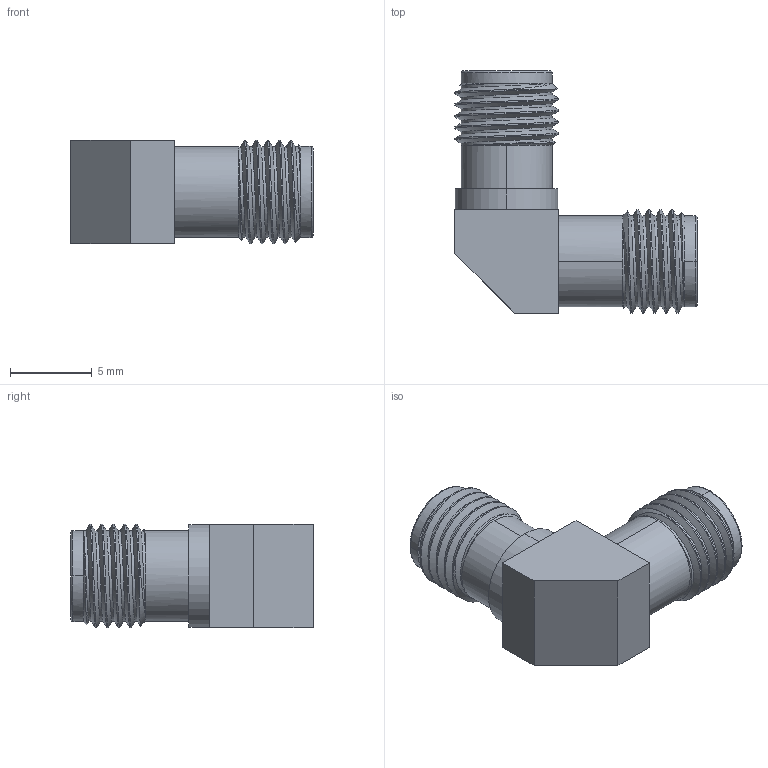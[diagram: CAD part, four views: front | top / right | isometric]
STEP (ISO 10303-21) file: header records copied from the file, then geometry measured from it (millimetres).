
FILE_DESCRIPTION (( 'STEP AP203' ), '1' );
FILE_NAME ('PE9646.step', '2019-07-18T22:43:15', ( '' ), ( '' ), 'SwSTEP 2.0', 'SolidWorks 2018', '' );
FILE_SCHEMA (( 'CONFIG_CONTROL_DESIGN' ));
Length unit declared in the file: inch
Products named in the file (1): PE9646
Bounding box: 14.86 x 14.86 x 6.35 mm (x, y, z)
Volume: 568.9 mm3; surface area: 736.8 mm2
Topology: 1 solids, 1 shells, 110 faces, 274 edges, 175 vertices
Faces by surface type: cylinder 46, plane 32, cone 22, bspline 6, torus 4
Entity records: 5472 total; most frequent: CARTESIAN_POINT 2931, ORIENTED_EDGE 548, DIRECTION 483, EDGE_CURVE 274, AXIS2_PLACEMENT_3D 189, VERTEX_POINT 175, EDGE_LOOP 119, FACE_OUTER_BOUND 110
